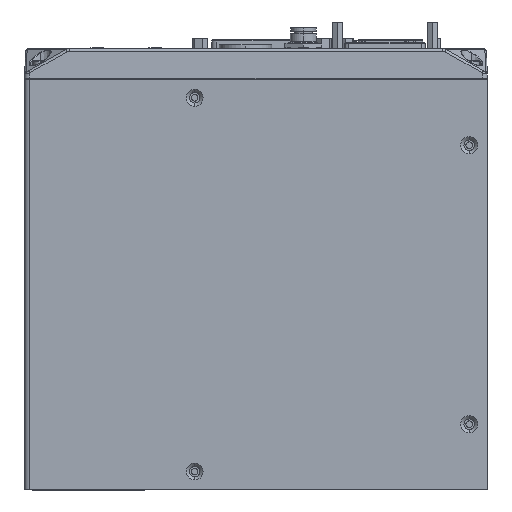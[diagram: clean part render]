
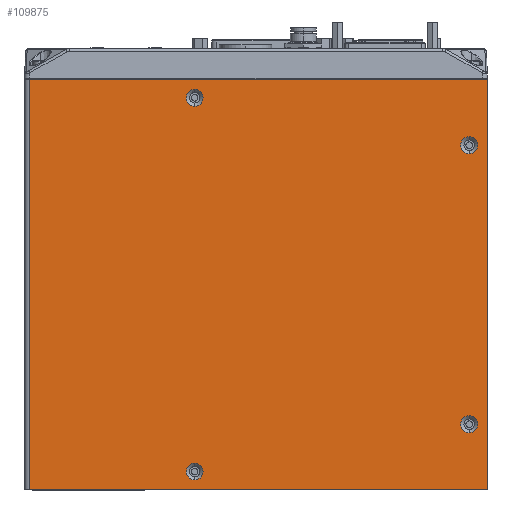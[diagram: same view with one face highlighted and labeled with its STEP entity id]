
A CAD part, left-side view. The second image highlights one B-rep face of the part: STEP entity #109875.
In plain terms, the highlighted planar face has unit normal (-1, 0, 0).
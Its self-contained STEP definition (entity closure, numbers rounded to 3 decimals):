
#42 = VERTEX_POINT ( 'NONE', #77650 ) ;
#283 = EDGE_CURVE ( 'NONE', #24697, #120525, #107265, .T. ) ;
#1095 = ORIENTED_EDGE ( 'NONE', *, *, #85150, .T. ) ;
#4390 = CARTESIAN_POINT ( 'NONE',  ( -1.2, 5.8, -131. ) ) ;
#5757 = EDGE_CURVE ( 'NONE', #120525, #24697, #9775, .T. ) ;
#6341 = CARTESIAN_POINT ( 'NONE',  ( -1.2, -1.2, -156. ) ) ;
#9535 = AXIS2_PLACEMENT_3D ( 'NONE', #63469, #102460, #72580 ) ;
#9775 = CIRCLE ( 'NONE', #94908, 3.2 ) ;
#10182 = CARTESIAN_POINT ( 'NONE',  ( -1.2, -0.2, -156. ) ) ;
#10925 = EDGE_CURVE ( 'NONE', #42, #58223, #67663, .T. ) ;
#12168 = CIRCLE ( 'NONE', #56911, 3.2 ) ;
#14265 = AXIS2_PLACEMENT_3D ( 'NONE', #39009, #38592, #48550 ) ;
#14360 = CARTESIAN_POINT ( 'NONE',  ( -1.2, 110.1, -7. ) ) ;
#15995 = CARTESIAN_POINT ( 'NONE',  ( -1.2, 172.8, -156. ) ) ;
#16492 = ORIENTED_EDGE ( 'NONE', *, *, #65536, .F. ) ;
#17539 = PLANE ( 'NONE',  #75369 ) ;
#18488 = DIRECTION ( 'NONE',  ( 0., 1., 0. ) ) ;
#19786 = DIRECTION ( 'NONE',  ( 0., 0., 1. ) ) ;
#20470 = DIRECTION ( 'NONE',  ( 1., 0., 0. ) ) ;
#20582 = CARTESIAN_POINT ( 'NONE',  ( -1.2, 5.8, -28.2 ) ) ;
#20646 = AXIS2_PLACEMENT_3D ( 'NONE', #101533, #122283, #72529 ) ;
#21219 = ORIENTED_EDGE ( 'NONE', *, *, #70666, .T. ) ;
#21301 = VERTEX_POINT ( 'NONE', #65802 ) ;
#21705 = CARTESIAN_POINT ( 'NONE',  ( -1.2, 110.1, -10.2 ) ) ;
#22487 = EDGE_LOOP ( 'NONE', ( #76514, #91121, #47613, #120210, #43599, #16492 ) ) ;
#22563 = EDGE_CURVE ( 'NONE', #79446, #89010, #61509, .T. ) ;
#23178 = VERTEX_POINT ( 'NONE', #42918 ) ;
#23833 = CIRCLE ( 'NONE', #94088, 3.2 ) ;
#24292 = DIRECTION ( 'NONE',  ( 1., 0., 0. ) ) ;
#24697 = VERTEX_POINT ( 'NONE', #73991 ) ;
#26254 = DIRECTION ( 'NONE',  ( -1., 0., 0. ) ) ;
#26259 = VERTEX_POINT ( 'NONE', #98328 ) ;
#26323 = VERTEX_POINT ( 'NONE', #21705 ) ;
#30834 = CIRCLE ( 'NONE', #73771, 3.2 ) ;
#31575 = EDGE_LOOP ( 'NONE', ( #1095, #126015 ) ) ;
#32037 = DIRECTION ( 'NONE',  ( 1., 0., 0. ) ) ;
#34023 = EDGE_CURVE ( 'NONE', #50000, #58223, #93328, .T. ) ;
#36374 = DIRECTION ( 'NONE',  ( 0., 1., 0. ) ) ;
#38118 = EDGE_LOOP ( 'NONE', ( #79899, #21219 ) ) ;
#38592 = DIRECTION ( 'NONE',  ( 1., 0., 0. ) ) ;
#39009 = CARTESIAN_POINT ( 'NONE',  ( -1.2, 5.8, -25. ) ) ;
#40347 = CARTESIAN_POINT ( 'NONE',  ( -1.2, 110.1, -149. ) ) ;
#40741 = LINE ( 'NONE', #6341, #115226 ) ;
#42918 = CARTESIAN_POINT ( 'NONE',  ( -1.2, 110.1, -152.2 ) ) ;
#43599 = ORIENTED_EDGE ( 'NONE', *, *, #100619, .F. ) ;
#45873 = CARTESIAN_POINT ( 'NONE',  ( -1.2, 172.6, 0. ) ) ;
#47613 = ORIENTED_EDGE ( 'NONE', *, *, #52040, .F. ) ;
#48550 = DIRECTION ( 'NONE',  ( 0., 0., 1. ) ) ;
#48792 = CARTESIAN_POINT ( 'NONE',  ( -1.2, -1.2, -1. ) ) ;
#50000 = VERTEX_POINT ( 'NONE', #15995 ) ;
#50034 = EDGE_LOOP ( 'NONE', ( #79722, #79068 ) ) ;
#52040 = EDGE_CURVE ( 'NONE', #89010, #50000, #122886, .T. ) ;
#52851 = DIRECTION ( 'NONE',  ( 0., 0., 1. ) ) ;
#54279 = FACE_OUTER_BOUND ( 'NONE', #22487, .T. ) ;
#54590 = DIRECTION ( 'NONE',  ( 0., 0., 1. ) ) ;
#54774 = CARTESIAN_POINT ( 'NONE',  ( -1.2, 5.8, -134.2 ) ) ;
#54776 = CIRCLE ( 'NONE', #9535, 3.2 ) ;
#55239 = VECTOR ( 'NONE', #36374, 1000. ) ;
#55939 = CIRCLE ( 'NONE', #14265, 3.2 ) ;
#56610 = CARTESIAN_POINT ( 'NONE',  ( -1.2, -0.2, -155. ) ) ;
#56911 = AXIS2_PLACEMENT_3D ( 'NONE', #112165, #72339, #52851 ) ;
#58223 = VERTEX_POINT ( 'NONE', #94052 ) ;
#59193 = CARTESIAN_POINT ( 'NONE',  ( -1.2, 5.8, -131. ) ) ;
#61509 = CIRCLE ( 'NONE', #108153, 1. ) ;
#62810 = VERTEX_POINT ( 'NONE', #20582 ) ;
#63469 = CARTESIAN_POINT ( 'NONE',  ( -1.2, 110.1, -149. ) ) ;
#63881 = VECTOR ( 'NONE', #121610, 1000. ) ;
#64251 = AXIS2_PLACEMENT_3D ( 'NONE', #14360, #113914, #54590 ) ;
#64570 = DIRECTION ( 'NONE',  ( 0., 0., 1. ) ) ;
#65536 = EDGE_CURVE ( 'NONE', #42, #75509, #104920, .T. ) ;
#65802 = CARTESIAN_POINT ( 'NONE',  ( -1.2, 110.1, -3.8 ) ) ;
#67663 = LINE ( 'NONE', #45873, #55239 ) ;
#69740 = CARTESIAN_POINT ( 'NONE',  ( -1.2, 110.1, -145.8 ) ) ;
#70666 = EDGE_CURVE ( 'NONE', #26323, #21301, #108925, .T. ) ;
#72339 = DIRECTION ( 'NONE',  ( 1., 0., 0. ) ) ;
#72529 = DIRECTION ( 'NONE',  ( 0., -1., 0. ) ) ;
#72580 = DIRECTION ( 'NONE',  ( 0., 0., 1. ) ) ;
#72934 = FACE_BOUND ( 'NONE', #109591, .T. ) ;
#73771 = AXIS2_PLACEMENT_3D ( 'NONE', #40347, #20470, #100975 ) ;
#73991 = CARTESIAN_POINT ( 'NONE',  ( -1.2, 5.8, -127.8 ) ) ;
#74485 = EDGE_CURVE ( 'NONE', #110525, #23178, #30834, .T. ) ;
#74988 = VECTOR ( 'NONE', #106314, 1000. ) ;
#75369 = AXIS2_PLACEMENT_3D ( 'NONE', #116702, #26254, #105474 ) ;
#75509 = VERTEX_POINT ( 'NONE', #48792 ) ;
#76514 = ORIENTED_EDGE ( 'NONE', *, *, #10925, .T. ) ;
#77650 = CARTESIAN_POINT ( 'NONE',  ( -1.2, -0.2, 0. ) ) ;
#78537 = AXIS2_PLACEMENT_3D ( 'NONE', #4390, #24292, #64570 ) ;
#79068 = ORIENTED_EDGE ( 'NONE', *, *, #124326, .T. ) ;
#79100 = DIRECTION ( 'NONE',  ( 1., 0., 0. ) ) ;
#79446 = VERTEX_POINT ( 'NONE', #104681 ) ;
#79722 = ORIENTED_EDGE ( 'NONE', *, *, #74485, .T. ) ;
#79899 = ORIENTED_EDGE ( 'NONE', *, *, #116413, .T. ) ;
#85150 = EDGE_CURVE ( 'NONE', #26259, #62810, #12168, .T. ) ;
#85993 = CARTESIAN_POINT ( 'NONE',  ( -1.2, 172.6, -156. ) ) ;
#86829 = FACE_BOUND ( 'NONE', #31575, .T. ) ;
#89010 = VERTEX_POINT ( 'NONE', #10182 ) ;
#89598 = EDGE_CURVE ( 'NONE', #62810, #26259, #55939, .T. ) ;
#90334 = ORIENTED_EDGE ( 'NONE', *, *, #5757, .T. ) ;
#91121 = ORIENTED_EDGE ( 'NONE', *, *, #34023, .F. ) ;
#92682 = ORIENTED_EDGE ( 'NONE', *, *, #283, .T. ) ;
#93328 = LINE ( 'NONE', #121206, #63881 ) ;
#94052 = CARTESIAN_POINT ( 'NONE',  ( -1.2, 172.8, 0. ) ) ;
#94088 = AXIS2_PLACEMENT_3D ( 'NONE', #103017, #32037, #111680 ) ;
#94908 = AXIS2_PLACEMENT_3D ( 'NONE', #59193, #79100, #19786 ) ;
#98328 = CARTESIAN_POINT ( 'NONE',  ( -1.2, 5.8, -21.8 ) ) ;
#100619 = EDGE_CURVE ( 'NONE', #75509, #79446, #40741, .T. ) ;
#100736 = FACE_BOUND ( 'NONE', #38118, .T. ) ;
#100975 = DIRECTION ( 'NONE',  ( 0., 0., 1. ) ) ;
#101533 = CARTESIAN_POINT ( 'NONE',  ( -1.2, -0.2, -1. ) ) ;
#102386 = FACE_BOUND ( 'NONE', #50034, .T. ) ;
#102460 = DIRECTION ( 'NONE',  ( 1., 0., 0. ) ) ;
#103017 = CARTESIAN_POINT ( 'NONE',  ( -1.2, 110.1, -7. ) ) ;
#104681 = CARTESIAN_POINT ( 'NONE',  ( -1.2, -1.2, -155. ) ) ;
#104920 = CIRCLE ( 'NONE', #20646, 1. ) ;
#105474 = DIRECTION ( 'NONE',  ( 0., -1., 0. ) ) ;
#106314 = DIRECTION ( 'NONE',  ( 0., 1., 0. ) ) ;
#106827 = DIRECTION ( 'NONE',  ( 1., 0., 0. ) ) ;
#107265 = CIRCLE ( 'NONE', #78537, 3.2 ) ;
#108153 = AXIS2_PLACEMENT_3D ( 'NONE', #56610, #106827, #18488 ) ;
#108925 = CIRCLE ( 'NONE', #64251, 3.2 ) ;
#109591 = EDGE_LOOP ( 'NONE', ( #92682, #90334 ) ) ;
#109875 = ADVANCED_FACE ( 'NONE', ( #54279, #102386, #100736, #72934, #86829 ), #17539, .T. ) ;
#110525 = VERTEX_POINT ( 'NONE', #69740 ) ;
#111680 = DIRECTION ( 'NONE',  ( 0., 0., 1. ) ) ;
#112165 = CARTESIAN_POINT ( 'NONE',  ( -1.2, 5.8, -25. ) ) ;
#113914 = DIRECTION ( 'NONE',  ( 1., 0., 0. ) ) ;
#115226 = VECTOR ( 'NONE', #126587, 1000. ) ;
#116413 = EDGE_CURVE ( 'NONE', #21301, #26323, #23833, .T. ) ;
#116702 = CARTESIAN_POINT ( 'NONE',  ( -1.2, -1.2, -156. ) ) ;
#120210 = ORIENTED_EDGE ( 'NONE', *, *, #22563, .F. ) ;
#120525 = VERTEX_POINT ( 'NONE', #54774 ) ;
#121206 = CARTESIAN_POINT ( 'NONE',  ( -1.2, 172.8, -156. ) ) ;
#121610 = DIRECTION ( 'NONE',  ( 0., 0., 1. ) ) ;
#122283 = DIRECTION ( 'NONE',  ( 1., 0., 0. ) ) ;
#122886 = LINE ( 'NONE', #85993, #74988 ) ;
#124326 = EDGE_CURVE ( 'NONE', #23178, #110525, #54776, .T. ) ;
#126015 = ORIENTED_EDGE ( 'NONE', *, *, #89598, .T. ) ;
#126587 = DIRECTION ( 'NONE',  ( 0., 0., -1. ) ) ;
